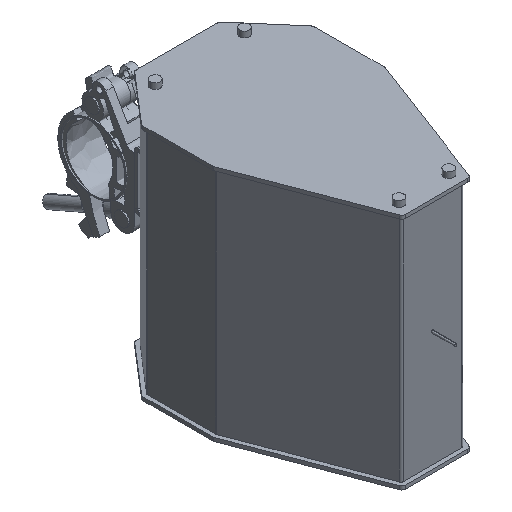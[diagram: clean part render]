
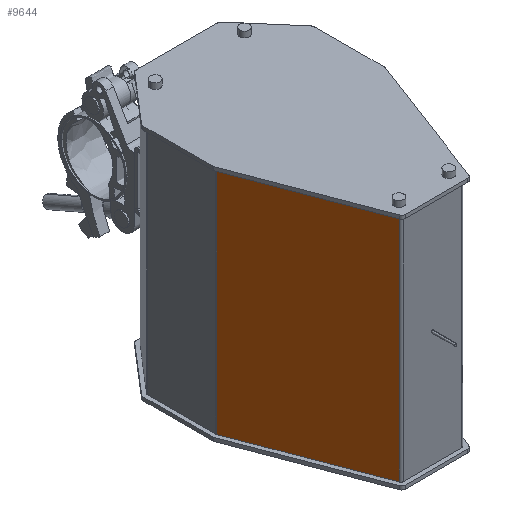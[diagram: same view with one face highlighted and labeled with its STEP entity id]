
A CAD part, isometric view. The second image highlights one B-rep face of the part: STEP entity #9644.
In plain terms, the highlighted planar face has unit normal (-0.935, -0.353, 0).
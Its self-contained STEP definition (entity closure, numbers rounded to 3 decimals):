
#114 = VECTOR ( 'NONE', #458, 1000. ) ;
#458 = DIRECTION ( 'NONE',  ( 0.353, -0.935, 0. ) ) ;
#570 = CARTESIAN_POINT ( 'NONE',  ( -112.659, 28.514, -86.176 ) ) ;
#690 = CARTESIAN_POINT ( 'NONE',  ( -112.659, 28.514, -86.176 ) ) ;
#789 = DIRECTION ( 'NONE',  ( -0.353, 0.935, 0. ) ) ;
#971 = CARTESIAN_POINT ( 'NONE',  ( -69.57, -85.518, 112.824 ) ) ;
#1396 = VECTOR ( 'NONE', #9906, 1000. ) ;
#2069 = FACE_OUTER_BOUND ( 'NONE', #2508, .T. ) ;
#2097 = CARTESIAN_POINT ( 'NONE',  ( -69.57, -85.518, 112.824 ) ) ;
#2174 = CARTESIAN_POINT ( 'NONE',  ( -112.659, 28.514, 112.824 ) ) ;
#2180 = LINE ( 'NONE', #971, #1396 ) ;
#2508 = EDGE_LOOP ( 'NONE', ( #6465, #6724, #5664, #7072 ) ) ;
#2613 = EDGE_CURVE ( 'NONE', #6404, #8900, #7331, .T. ) ;
#2967 = DIRECTION ( 'NONE',  ( 0.353, -0.935, 0. ) ) ;
#3282 = VECTOR ( 'NONE', #3862, 1000. ) ;
#3862 = DIRECTION ( 'NONE',  ( 0., 0., -1. ) ) ;
#4486 = VECTOR ( 'NONE', #2967, 1000. ) ;
#5664 = ORIENTED_EDGE ( 'NONE', *, *, #7172, .F. ) ;
#5682 = CARTESIAN_POINT ( 'NONE',  ( -69.57, -85.518, -86.176 ) ) ;
#6101 = CARTESIAN_POINT ( 'NONE',  ( -112.659, 28.514, 112.824 ) ) ;
#6404 = VERTEX_POINT ( 'NONE', #690 ) ;
#6465 = ORIENTED_EDGE ( 'NONE', *, *, #2613, .T. ) ;
#6499 = CARTESIAN_POINT ( 'NONE',  ( -112.659, 28.514, 112.824 ) ) ;
#6724 = ORIENTED_EDGE ( 'NONE', *, *, #10243, .F. ) ;
#7072 = ORIENTED_EDGE ( 'NONE', *, *, #8427, .T. ) ;
#7172 = EDGE_CURVE ( 'NONE', #9866, #7861, #10502, .T. ) ;
#7266 = AXIS2_PLACEMENT_3D ( 'NONE', #8456, #7606, #789 ) ;
#7331 = LINE ( 'NONE', #570, #114 ) ;
#7606 = DIRECTION ( 'NONE',  ( 0.935, 0.353, 0. ) ) ;
#7861 = VERTEX_POINT ( 'NONE', #2097 ) ;
#8427 = EDGE_CURVE ( 'NONE', #9866, #6404, #8911, .T. ) ;
#8456 = CARTESIAN_POINT ( 'NONE',  ( -112.659, 28.514, 112.824 ) ) ;
#8900 = VERTEX_POINT ( 'NONE', #5682 ) ;
#8911 = LINE ( 'NONE', #6499, #3282 ) ;
#9644 = ADVANCED_FACE ( 'NONE', ( #2069 ), #10778, .F. ) ;
#9866 = VERTEX_POINT ( 'NONE', #2174 ) ;
#9906 = DIRECTION ( 'NONE',  ( 0., 0., -1. ) ) ;
#10243 = EDGE_CURVE ( 'NONE', #7861, #8900, #2180, .T. ) ;
#10502 = LINE ( 'NONE', #6101, #4486 ) ;
#10778 = PLANE ( 'NONE',  #7266 ) ;
